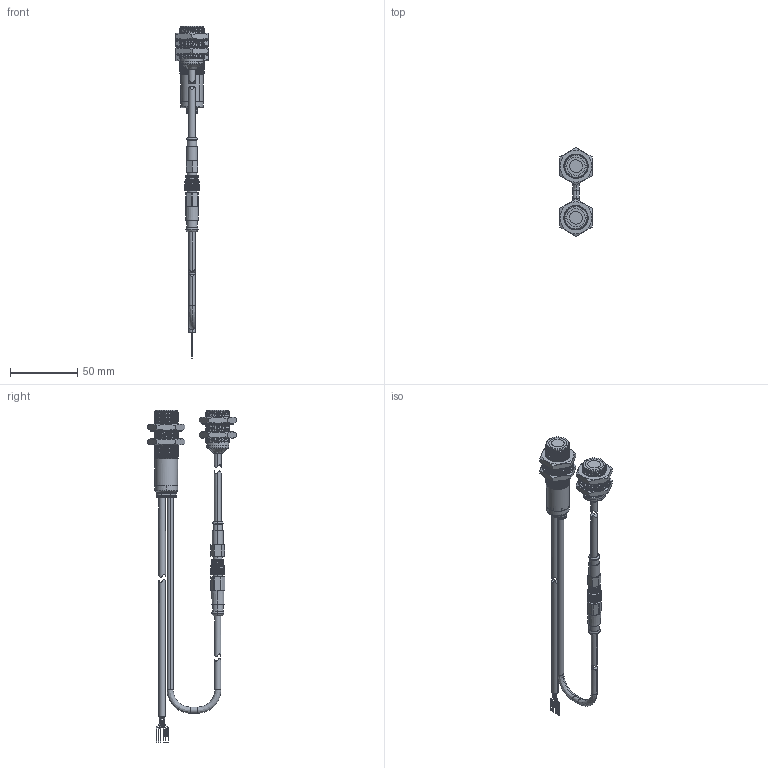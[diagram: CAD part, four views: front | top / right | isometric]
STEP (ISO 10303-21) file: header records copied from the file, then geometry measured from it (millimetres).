
FILE_DESCRIPTION (( 'STEP AP214' ), '1' );
FILE_NAME ('PXUS-184003E1_3D.step', '2023-04-18T15:55:51', ( '' ), ( '' ), 'SwSTEP 2.0', 'SolidWorks 2022', '' );
FILE_SCHEMA (( 'AUTOMOTIVE_DESIGN' ));
Length unit declared in the file: inch
Products named in the file (8): PXUS-184003E1; ·¢Éä¿Ç; µÍÑ¹×¢ËÜºóÈû; 18Ì½Í·; M18ÂÞÃ±; PXUS-184003E1_3D; 18·¢ÉäºóÈû; UDCÏßÀÂ
Assembly tree (11 placements, depth 2):
  PXUS-184003E1_3D
    PXUS-184003E1
    18Ì½Í·  x2
    18·¢ÉäºóÈû
    µÍÑ¹×¢ËÜºóÈû
    ·¢Éä¿Ç
    UDCÏßÀÂ
    M18ÂÞÃ±  x4
Bounding box: 24 x 65.98 x 246.66 mm (x, y, z)
Volume: 31698.1 mm3; surface area: 31670.6 mm2
Topology: 15 solids, 15 shells, 1639 faces, 4570 edges, 3005 vertices
Faces by surface type: cylinder 1100, plane 386, cone 84, bspline 69
Entity records: 54482 total; most frequent: CARTESIAN_POINT 26192, ORIENTED_EDGE 6412, DIRECTION 5291, EDGE_CURVE 3206, VERTEX_POINT 2099, AXIS2_PLACEMENT_3D 2091, EDGE_LOOP 1217, ADVANCED_FACE 1167
